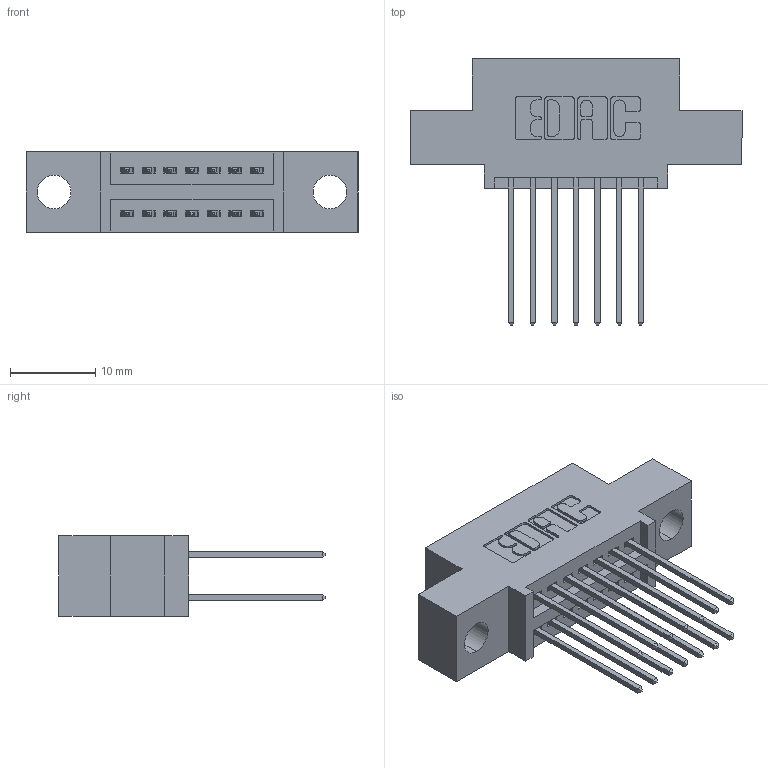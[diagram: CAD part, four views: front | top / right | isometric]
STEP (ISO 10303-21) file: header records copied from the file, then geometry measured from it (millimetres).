
FILE_DESCRIPTION (( 'STEP AP203' ), '1' );
FILE_NAME ('345-014-542-504.STEP', '2021-05-19T16:03:26', ( '' ), ( '' ), 'SwSTEP 2.0', 'SolidWorks 2020', '' );
FILE_SCHEMA (( 'CONFIG_CONTROL_DESIGN' ));
Length unit declared in the file: inch
Products named in the file (3): 345-014-542-504; 345 Part_0.110 Offset - 0.156 Dia-TI; 345-292-001_345-293-142
Assembly tree (15 placements, depth 2):
  345-014-542-504
    345 Part_0.110 Offset - 0.156 Dia-TI
    345-292-001_345-293-142  x14
Bounding box: 38.99 x 31.29 x 9.4 mm (x, y, z)
Volume: 3348.5 mm3; surface area: 4521.2 mm2
Topology: 15 solids, 15 shells, 844 faces, 2475 edges, 1630 vertices
Faces by surface type: plane 560, cylinder 284
Entity records: 10773 total; most frequent: CARTESIAN_POINT 1846, ORIENTED_EDGE 1778, DIRECTION 1669, EDGE_CURVE 889, LINE 729, VECTOR 729, VERTEX_POINT 590, AXIS2_PLACEMENT_3D 470
